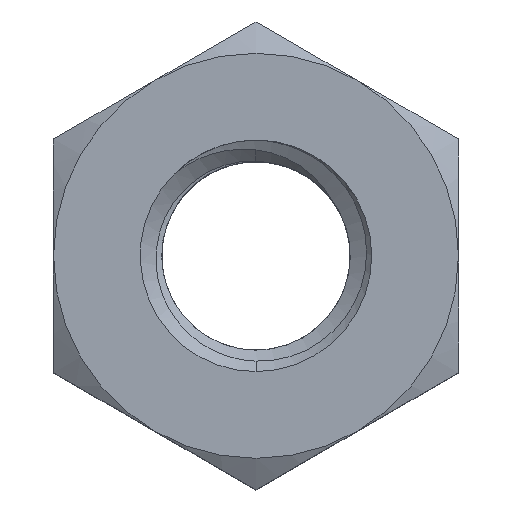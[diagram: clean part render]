
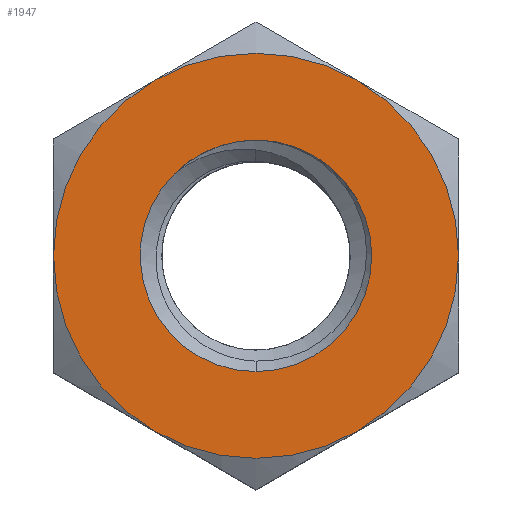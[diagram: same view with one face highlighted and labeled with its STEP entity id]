
A CAD part, top view. The second image highlights one B-rep face of the part: STEP entity #1947.
In plain terms, the highlighted planar face has unit normal (0, 0, 1).
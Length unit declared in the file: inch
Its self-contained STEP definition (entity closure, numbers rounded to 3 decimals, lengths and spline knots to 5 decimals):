
#137 = AXIS2_PLACEMENT_3D ( 'NONE', #1126, #1116, #1115 ) ;
#143 = EDGE_CURVE ( 'NONE', #1621, #1530, #793, .T. ) ;
#167 = AXIS2_PLACEMENT_3D ( 'NONE', #2511, #2116, #2112 ) ;
#168 = AXIS2_PLACEMENT_3D ( 'NONE', #2364, #2356, #2363 ) ;
#174 = AXIS2_PLACEMENT_3D ( 'NONE', #2457, #2466, #2463 ) ;
#190 = AXIS2_PLACEMENT_3D ( 'NONE', #2455, #2204, #2269 ) ;
#234 = EDGE_CURVE ( 'NONE', #1537, #1621, #539, .T. ) ;
#275 = AXIS2_PLACEMENT_3D ( 'NONE', #2334, #2487, #2446 ) ;
#278 = EDGE_CURVE ( 'NONE', #1530, #1544, #616, .T. ) ;
#284 = AXIS2_PLACEMENT_3D ( 'NONE', #1576, #1574, #1572 ) ;
#288 = EDGE_CURVE ( 'NONE', #1710, #1902, #634, .T. ) ;
#299 = EDGE_CURVE ( 'NONE', #1902, #1529, #541, .T. ) ;
#309 = EDGE_CURVE ( 'NONE', #1548, #1757, #741, .T. ) ;
#314 = EDGE_CURVE ( 'NONE', #1544, #1548, #725, .T. ) ;
#319 = AXIS2_PLACEMENT_3D ( 'NONE', #1642, #1636, #1638 ) ;
#321 = EDGE_CURVE ( 'NONE', #1757, #1537, #617, .T. ) ;
#332 = AXIS2_PLACEMENT_3D ( 'NONE', #2515, #2321, #2265 ) ;
#335 = AXIS2_PLACEMENT_3D ( 'NONE', #1699, #1632, #1620 ) ;
#343 = EDGE_CURVE ( 'NONE', #1529, #1710, #479, .T. ) ;
#372 = ORIENTED_EDGE ( 'NONE', *, *, #288, .F. ) ;
#438 = ORIENTED_EDGE ( 'NONE', *, *, #314, .T. ) ;
#440 = ORIENTED_EDGE ( 'NONE', *, *, #309, .T. ) ;
#446 = ORIENTED_EDGE ( 'NONE', *, *, #143, .T. ) ;
#479 = CIRCLE ( 'NONE', #332, 0.125 ) ;
#528 = ORIENTED_EDGE ( 'NONE', *, *, #321, .T. ) ;
#533 = FACE_BOUND ( 'NONE', #648, .T. ) ;
#539 = CIRCLE ( 'NONE', #319, 0.21875 ) ;
#541 = CIRCLE ( 'NONE', #168, 0.125 ) ;
#571 = ORIENTED_EDGE ( 'NONE', *, *, #343, .F. ) ;
#602 = EDGE_LOOP ( 'NONE', ( #528, #795, #446, #870, #438, #440 ) ) ;
#616 = CIRCLE ( 'NONE', #335, 0.21875 ) ;
#617 = CIRCLE ( 'NONE', #167, 0.21875 ) ;
#634 = CIRCLE ( 'NONE', #275, 0.125 ) ;
#640 = FACE_OUTER_BOUND ( 'NONE', #602, .T. ) ;
#648 = EDGE_LOOP ( 'NONE', ( #571, #874, #372 ) ) ;
#725 = CIRCLE ( 'NONE', #190, 0.21875 ) ;
#741 = CIRCLE ( 'NONE', #174, 0.21875 ) ;
#793 = CIRCLE ( 'NONE', #284, 0.21875 ) ;
#795 = ORIENTED_EDGE ( 'NONE', *, *, #234, .T. ) ;
#870 = ORIENTED_EDGE ( 'NONE', *, *, #278, .T. ) ;
#874 = ORIENTED_EDGE ( 'NONE', *, *, #299, .F. ) ;
#1071 = PLANE ( 'NONE',  #137 ) ;
#1115 = DIRECTION ( 'NONE',  ( 1., 0., 0. ) ) ;
#1116 = DIRECTION ( 'NONE',  ( 0., 0., 1. ) ) ;
#1126 = CARTESIAN_POINT ( 'NONE',  ( -0.21875, 0.1263, 0.10938 ) ) ;
#1138 = CARTESIAN_POINT ( 'NONE',  ( -0.10937, -0.18944, 0.10938 ) ) ;
#1141 = CARTESIAN_POINT ( 'NONE',  ( -0.21875, 0., 0.10938 ) ) ;
#1179 = CARTESIAN_POINT ( 'NONE',  ( 0.10937, 0.18944, 0.10938 ) ) ;
#1194 = CARTESIAN_POINT ( 'NONE',  ( 0.21875, 0., 0.10938 ) ) ;
#1214 = CARTESIAN_POINT ( 'NONE',  ( -0.08839, 0.08839, 0.10937 ) ) ;
#1264 = CARTESIAN_POINT ( 'NONE',  ( -0.10938, 0.18944, 0.10938 ) ) ;
#1270 = CARTESIAN_POINT ( 'NONE',  ( 0., 0.125, 0.10937 ) ) ;
#1275 = CARTESIAN_POINT ( 'NONE',  ( 0., -0.125, 0.10938 ) ) ;
#1291 = CARTESIAN_POINT ( 'NONE',  ( 0.10937, -0.18944, 0.10938 ) ) ;
#1529 = VERTEX_POINT ( 'NONE', #1270 ) ;
#1530 = VERTEX_POINT ( 'NONE', #1264 ) ;
#1537 = VERTEX_POINT ( 'NONE', #1194 ) ;
#1544 = VERTEX_POINT ( 'NONE', #1141 ) ;
#1548 = VERTEX_POINT ( 'NONE', #1138 ) ;
#1572 = DIRECTION ( 'NONE',  ( 1., 0., 0. ) ) ;
#1574 = DIRECTION ( 'NONE',  ( 0., 0., 1. ) ) ;
#1576 = CARTESIAN_POINT ( 'NONE',  ( 0., 0., 0.10938 ) ) ;
#1620 = DIRECTION ( 'NONE',  ( 1., 0., 0. ) ) ;
#1621 = VERTEX_POINT ( 'NONE', #1179 ) ;
#1632 = DIRECTION ( 'NONE',  ( 0., 0., 1. ) ) ;
#1636 = DIRECTION ( 'NONE',  ( 0., 0., 1. ) ) ;
#1638 = DIRECTION ( 'NONE',  ( 1., 0., 0. ) ) ;
#1642 = CARTESIAN_POINT ( 'NONE',  ( 0., 0., 0.10938 ) ) ;
#1699 = CARTESIAN_POINT ( 'NONE',  ( 0., 0., 0.10938 ) ) ;
#1710 = VERTEX_POINT ( 'NONE', #1214 ) ;
#1757 = VERTEX_POINT ( 'NONE', #1291 ) ;
#1902 = VERTEX_POINT ( 'NONE', #1275 ) ;
#1947 = ADVANCED_FACE ( 'NONE', ( #533, #640 ), #1071, .T. ) ;
#2112 = DIRECTION ( 'NONE',  ( 1., 0., 0. ) ) ;
#2116 = DIRECTION ( 'NONE',  ( 0., 0., 1. ) ) ;
#2204 = DIRECTION ( 'NONE',  ( 0., 0., 1. ) ) ;
#2265 = DIRECTION ( 'NONE',  ( 1., 0., 0. ) ) ;
#2269 = DIRECTION ( 'NONE',  ( 1., 0., 0. ) ) ;
#2321 = DIRECTION ( 'NONE',  ( 0., 0., 1. ) ) ;
#2334 = CARTESIAN_POINT ( 'NONE',  ( 0., 0., 0.10938 ) ) ;
#2356 = DIRECTION ( 'NONE',  ( 0., 0., 1. ) ) ;
#2363 = DIRECTION ( 'NONE',  ( 1., 0., 0. ) ) ;
#2364 = CARTESIAN_POINT ( 'NONE',  ( 0., 0., 0.10938 ) ) ;
#2446 = DIRECTION ( 'NONE',  ( 1., 0., 0. ) ) ;
#2455 = CARTESIAN_POINT ( 'NONE',  ( 0., 0., 0.10938 ) ) ;
#2457 = CARTESIAN_POINT ( 'NONE',  ( 0., 0., 0.10938 ) ) ;
#2463 = DIRECTION ( 'NONE',  ( 1., 0., 0. ) ) ;
#2466 = DIRECTION ( 'NONE',  ( 0., 0., 1. ) ) ;
#2487 = DIRECTION ( 'NONE',  ( 0., 0., 1. ) ) ;
#2511 = CARTESIAN_POINT ( 'NONE',  ( 0., 0., 0.10938 ) ) ;
#2515 = CARTESIAN_POINT ( 'NONE',  ( 0., 0., 0.10938 ) ) ;
